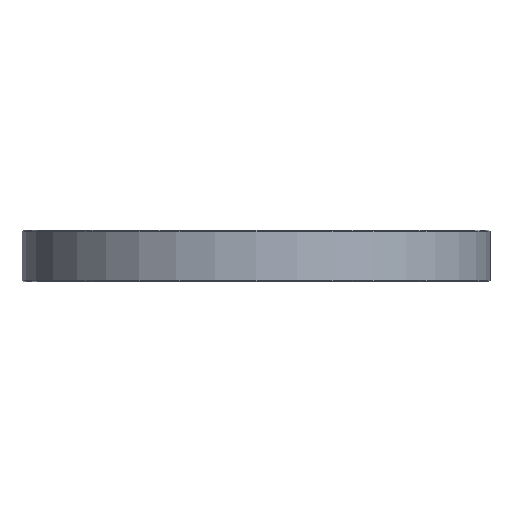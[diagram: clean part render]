
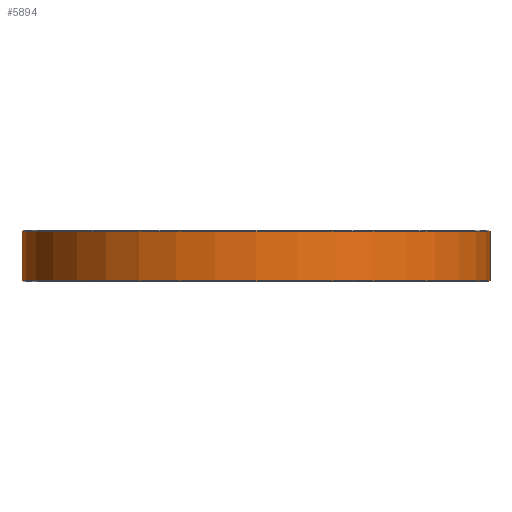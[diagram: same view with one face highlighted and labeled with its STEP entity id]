
A CAD part, front view. The second image highlights one B-rep face of the part: STEP entity #5894.
In plain terms, the highlighted cylindrical face has radius 10.2 mm (diameter 20.4 mm), a full revolution.
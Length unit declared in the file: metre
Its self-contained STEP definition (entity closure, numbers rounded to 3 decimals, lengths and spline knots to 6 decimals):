
#820=ORIENTED_EDGE('',*,*,#2714,.T.);
#821=ORIENTED_EDGE('',*,*,#2715,.T.);
#2714=EDGE_CURVE('',#3661,#3661,#4295,.F.);
#2715=EDGE_CURVE('',#3662,#3662,#4296,.T.);
#3661=VERTEX_POINT('',#9375);
#3662=VERTEX_POINT('',#9377);
#4295=CIRCLE('',#6251,0.0102);
#4296=CIRCLE('',#6252,0.0102);
#4867=EDGE_LOOP('',(#820));
#4868=EDGE_LOOP('',(#821));
#5238=FACE_BOUND('',#4867,.T.);
#5239=FACE_BOUND('',#4868,.T.);
#5609=CYLINDRICAL_SURFACE('',#6250,0.0102);
#5894=ADVANCED_FACE('',(#5238,#5239),#5609,.T.);
#6250=AXIS2_PLACEMENT_3D('',#9373,#7167,#7168);
#6251=AXIS2_PLACEMENT_3D('',#9374,#7169,#7170);
#6252=AXIS2_PLACEMENT_3D('',#9376,#7171,#7172);
#7167=DIRECTION('',(0.,0.,1.));
#7168=DIRECTION('',(0.,-1.,0.));
#7169=DIRECTION('',(0.,0.,1.));
#7170=DIRECTION('',(1.,0.,0.));
#7171=DIRECTION('',(0.,0.,1.));
#7172=DIRECTION('',(1.,0.,0.));
#9373=CARTESIAN_POINT('',(0.,0.,-0.002));
#9374=CARTESIAN_POINT('',(0.,0.,0.000203));
#9375=CARTESIAN_POINT('',(0.0102,0.,0.000203));
#9376=CARTESIAN_POINT('',(0.,0.,-0.001949));
#9377=CARTESIAN_POINT('',(0.0102,0.,-0.001949));
